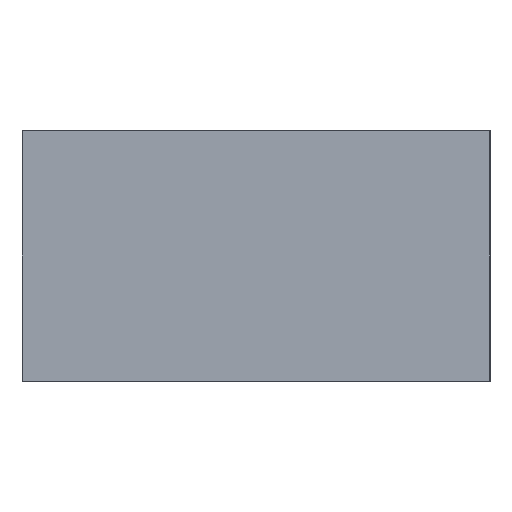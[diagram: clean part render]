
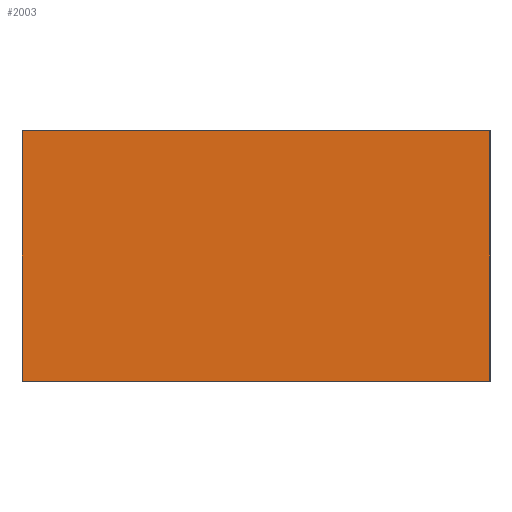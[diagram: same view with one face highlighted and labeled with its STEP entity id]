
A CAD part, left-side view. The second image highlights one B-rep face of the part: STEP entity #2003.
In plain terms, the highlighted planar face has unit normal (-1, 0, 0).
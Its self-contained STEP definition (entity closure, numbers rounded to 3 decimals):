
#158=ORIENTED_EDGE('',*,*,#551,.T.);
#159=ORIENTED_EDGE('',*,*,#522,.F.);
#160=ORIENTED_EDGE('',*,*,#552,.T.);
#161=ORIENTED_EDGE('',*,*,#553,.T.);
#522=EDGE_CURVE('',#718,#713,#849,.T.);
#551=EDGE_CURVE('',#747,#713,#869,.T.);
#552=EDGE_CURVE('',#718,#748,#870,.T.);
#553=EDGE_CURVE('',#748,#747,#871,.T.);
#713=VERTEX_POINT('',#2624);
#718=VERTEX_POINT('',#2634);
#747=VERTEX_POINT('',#2789);
#748=VERTEX_POINT('',#2791);
#849=LINE('',#2635,#1008);
#869=LINE('',#2788,#1028);
#870=LINE('',#2790,#1029);
#871=LINE('',#2792,#1030);
#1008=VECTOR('',#2210,1000.);
#1028=VECTOR('',#2244,1000.);
#1029=VECTOR('',#2245,1000.);
#1030=VECTOR('',#2246,1000.);
#1151=EDGE_LOOP('',(#158,#159,#160,#161));
#1256=FACE_BOUND('',#1151,.T.);
#1351=PLANE('',#2098);
#2003=ADVANCED_FACE('',(#1256),#1351,.F.);
#2098=AXIS2_PLACEMENT_3D('',#2787,#2242,#2243);
#2210=DIRECTION('',(0.,0.,-1.));
#2242=DIRECTION('',(1.,0.,0.));
#2243=DIRECTION('',(0.,0.,-1.));
#2244=DIRECTION('',(0.,-1.,0.));
#2245=DIRECTION('',(0.,1.,0.));
#2246=DIRECTION('',(0.,0.,-1.));
#2624=CARTESIAN_POINT('',(-65.,-30.,0.));
#2634=CARTESIAN_POINT('',(-65.,-30.,32.1));
#2635=CARTESIAN_POINT('',(-65.,-30.,15.));
#2787=CARTESIAN_POINT('',(-65.,30.,15.));
#2788=CARTESIAN_POINT('',(-65.,30.,0.));
#2789=CARTESIAN_POINT('',(-65.,30.,0.));
#2790=CARTESIAN_POINT('',(-65.,-30.,32.1));
#2791=CARTESIAN_POINT('',(-65.,30.,32.1));
#2792=CARTESIAN_POINT('',(-65.,30.,15.));
